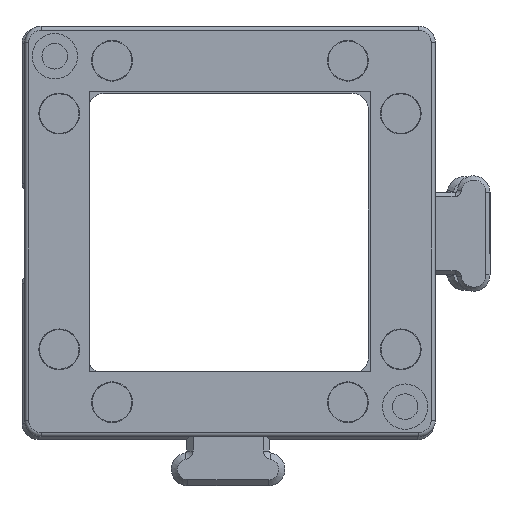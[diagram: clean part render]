
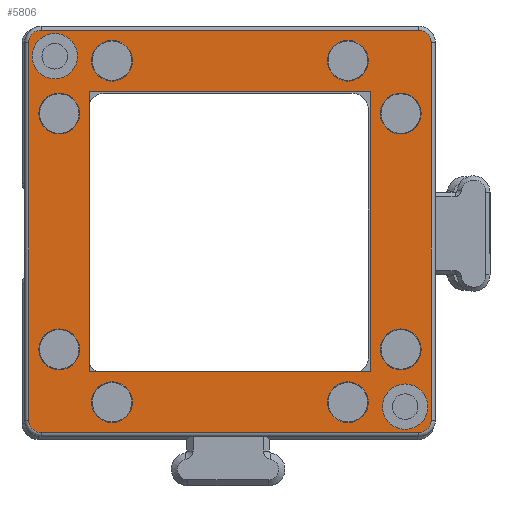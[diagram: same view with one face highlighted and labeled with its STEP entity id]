
A CAD part, front view. The second image highlights one B-rep face of the part: STEP entity #5806.
In plain terms, the highlighted face is planar.
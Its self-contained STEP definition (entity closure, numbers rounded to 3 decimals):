
#269=FACE_BOUND('',#1126,.T.);
#270=FACE_BOUND('',#1127,.T.);
#271=FACE_BOUND('',#1128,.T.);
#272=FACE_BOUND('',#1129,.T.);
#273=FACE_BOUND('',#1130,.T.);
#274=FACE_BOUND('',#1131,.T.);
#275=FACE_BOUND('',#1132,.T.);
#276=FACE_BOUND('',#1133,.T.);
#277=FACE_BOUND('',#1134,.T.);
#278=FACE_BOUND('',#1135,.T.);
#279=FACE_BOUND('',#1136,.T.);
#438=PLANE('',#6456);
#760=FACE_OUTER_BOUND('',#1125,.T.);
#1125=EDGE_LOOP('',(#5270,#5271,#5272,#5273,#5274,#5275,#5276,#5277));
#1126=EDGE_LOOP('',(#5278));
#1127=EDGE_LOOP('',(#5279));
#1128=EDGE_LOOP('',(#5280));
#1129=EDGE_LOOP('',(#5281));
#1130=EDGE_LOOP('',(#5282));
#1131=EDGE_LOOP('',(#5283));
#1132=EDGE_LOOP('',(#5284));
#1133=EDGE_LOOP('',(#5285));
#1134=EDGE_LOOP('',(#5286,#5287,#5288,#5289));
#1135=EDGE_LOOP('',(#5290));
#1136=EDGE_LOOP('',(#5291));
#1657=LINE('',#9679,#2225);
#1661=LINE('',#9697,#2229);
#1665=LINE('',#9706,#2233);
#1669=LINE('',#9715,#2237);
#1702=LINE('',#9778,#2270);
#1703=LINE('',#9780,#2271);
#1704=LINE('',#9782,#2272);
#1705=LINE('',#9783,#2273);
#2225=VECTOR('',#8007,10.);
#2229=VECTOR('',#8027,10.);
#2233=VECTOR('',#8037,10.);
#2237=VECTOR('',#8047,10.);
#2270=VECTOR('',#8094,10.);
#2271=VECTOR('',#8095,10.);
#2272=VECTOR('',#8096,10.);
#2273=VECTOR('',#8097,10.);
#2449=CIRCLE('',#6308,2.475);
#2451=CIRCLE('',#6312,2.475);
#2453=CIRCLE('',#6316,2.475);
#2455=CIRCLE('',#6320,2.475);
#2457=CIRCLE('',#6324,2.475);
#2459=CIRCLE('',#6328,2.475);
#2461=CIRCLE('',#6332,2.475);
#2463=CIRCLE('',#6336,2.475);
#2508=CIRCLE('',#6423,1.5);
#2510=CIRCLE('',#6426,1.5);
#2514=CIRCLE('',#6431,1.5);
#2519=CIRCLE('',#6439,1.5);
#2526=CIRCLE('',#6457,2.75);
#2527=CIRCLE('',#6458,2.75);
#2879=VERTEX_POINT('',#9341);
#2881=VERTEX_POINT('',#9348);
#2883=VERTEX_POINT('',#9355);
#2885=VERTEX_POINT('',#9362);
#2887=VERTEX_POINT('',#9369);
#2889=VERTEX_POINT('',#9376);
#2891=VERTEX_POINT('',#9383);
#2893=VERTEX_POINT('',#9390);
#2986=VERTEX_POINT('',#9655);
#2987=VERTEX_POINT('',#9657);
#2988=VERTEX_POINT('',#9661);
#2989=VERTEX_POINT('',#9662);
#2992=VERTEX_POINT('',#9670);
#2993=VERTEX_POINT('',#9671);
#2998=VERTEX_POINT('',#9688);
#2999=VERTEX_POINT('',#9689);
#3027=VERTEX_POINT('',#9776);
#3028=VERTEX_POINT('',#9777);
#3029=VERTEX_POINT('',#9779);
#3030=VERTEX_POINT('',#9781);
#3031=VERTEX_POINT('',#9784);
#3032=VERTEX_POINT('',#9786);
#3588=EDGE_CURVE('',#2879,#2879,#2449,.T.);
#3591=EDGE_CURVE('',#2881,#2881,#2451,.T.);
#3594=EDGE_CURVE('',#2883,#2883,#2453,.T.);
#3597=EDGE_CURVE('',#2885,#2885,#2455,.T.);
#3600=EDGE_CURVE('',#2887,#2887,#2457,.T.);
#3603=EDGE_CURVE('',#2889,#2889,#2459,.T.);
#3606=EDGE_CURVE('',#2891,#2891,#2461,.T.);
#3609=EDGE_CURVE('',#2893,#2893,#2463,.T.);
#3739=EDGE_CURVE('',#2986,#2987,#2508,.T.);
#3741=EDGE_CURVE('',#2988,#2989,#2510,.T.);
#3745=EDGE_CURVE('',#2992,#2993,#2514,.T.);
#3749=EDGE_CURVE('',#2993,#2986,#1657,.T.);
#3754=EDGE_CURVE('',#2998,#2999,#2519,.T.);
#3758=EDGE_CURVE('',#2999,#2992,#1661,.T.);
#3763=EDGE_CURVE('',#2989,#2998,#1665,.T.);
#3768=EDGE_CURVE('',#2987,#2988,#1669,.T.);
#3802=EDGE_CURVE('',#3027,#3028,#1702,.T.);
#3803=EDGE_CURVE('',#3028,#3029,#1703,.T.);
#3804=EDGE_CURVE('',#3029,#3030,#1704,.T.);
#3805=EDGE_CURVE('',#3030,#3027,#1705,.T.);
#3806=EDGE_CURVE('',#3031,#3031,#2526,.T.);
#3807=EDGE_CURVE('',#3032,#3032,#2527,.T.);
#5270=ORIENTED_EDGE('',*,*,#3754,.F.);
#5271=ORIENTED_EDGE('',*,*,#3763,.F.);
#5272=ORIENTED_EDGE('',*,*,#3741,.F.);
#5273=ORIENTED_EDGE('',*,*,#3768,.F.);
#5274=ORIENTED_EDGE('',*,*,#3739,.F.);
#5275=ORIENTED_EDGE('',*,*,#3749,.F.);
#5276=ORIENTED_EDGE('',*,*,#3745,.F.);
#5277=ORIENTED_EDGE('',*,*,#3758,.F.);
#5278=ORIENTED_EDGE('',*,*,#3588,.T.);
#5279=ORIENTED_EDGE('',*,*,#3591,.T.);
#5280=ORIENTED_EDGE('',*,*,#3594,.T.);
#5281=ORIENTED_EDGE('',*,*,#3597,.T.);
#5282=ORIENTED_EDGE('',*,*,#3600,.T.);
#5283=ORIENTED_EDGE('',*,*,#3603,.T.);
#5284=ORIENTED_EDGE('',*,*,#3606,.T.);
#5285=ORIENTED_EDGE('',*,*,#3609,.T.);
#5286=ORIENTED_EDGE('',*,*,#3802,.T.);
#5287=ORIENTED_EDGE('',*,*,#3803,.T.);
#5288=ORIENTED_EDGE('',*,*,#3804,.T.);
#5289=ORIENTED_EDGE('',*,*,#3805,.T.);
#5290=ORIENTED_EDGE('',*,*,#3806,.T.);
#5291=ORIENTED_EDGE('',*,*,#3807,.T.);
#5806=ADVANCED_FACE('',(#760,#269,#270,#271,#272,#273,#274,#275,#276,#277,
#278,#279),#438,.F.);
#6308=AXIS2_PLACEMENT_3D('',#9343,#7659,#7660);
#6312=AXIS2_PLACEMENT_3D('',#9350,#7668,#7669);
#6316=AXIS2_PLACEMENT_3D('',#9357,#7677,#7678);
#6320=AXIS2_PLACEMENT_3D('',#9364,#7686,#7687);
#6324=AXIS2_PLACEMENT_3D('',#9371,#7695,#7696);
#6328=AXIS2_PLACEMENT_3D('',#9378,#7704,#7705);
#6332=AXIS2_PLACEMENT_3D('',#9385,#7713,#7714);
#6336=AXIS2_PLACEMENT_3D('',#9392,#7722,#7723);
#6423=AXIS2_PLACEMENT_3D('',#9658,#7981,#7982);
#6426=AXIS2_PLACEMENT_3D('',#9663,#7987,#7988);
#6431=AXIS2_PLACEMENT_3D('',#9672,#7997,#7998);
#6439=AXIS2_PLACEMENT_3D('',#9690,#8017,#8018);
#6456=AXIS2_PLACEMENT_3D('',#9775,#8092,#8093);
#6457=AXIS2_PLACEMENT_3D('',#9785,#8098,#8099);
#6458=AXIS2_PLACEMENT_3D('',#9787,#8100,#8101);
#7659=DIRECTION('center_axis',(0.,0.,1.));
#7660=DIRECTION('ref_axis',(1.,0.,0.));
#7668=DIRECTION('center_axis',(0.,0.,1.));
#7669=DIRECTION('ref_axis',(1.,0.,0.));
#7677=DIRECTION('center_axis',(0.,0.,1.));
#7678=DIRECTION('ref_axis',(1.,0.,0.));
#7686=DIRECTION('center_axis',(0.,0.,1.));
#7687=DIRECTION('ref_axis',(1.,0.,0.));
#7695=DIRECTION('center_axis',(0.,0.,1.));
#7696=DIRECTION('ref_axis',(1.,0.,0.));
#7704=DIRECTION('center_axis',(0.,0.,1.));
#7705=DIRECTION('ref_axis',(1.,0.,0.));
#7713=DIRECTION('center_axis',(0.,0.,1.));
#7714=DIRECTION('ref_axis',(1.,0.,0.));
#7722=DIRECTION('center_axis',(0.,0.,1.));
#7723=DIRECTION('ref_axis',(1.,0.,0.));
#7981=DIRECTION('center_axis',(0.,0.,1.));
#7982=DIRECTION('ref_axis',(-0.707,0.707,0.));
#7987=DIRECTION('center_axis',(0.,0.,1.));
#7988=DIRECTION('ref_axis',(-0.707,-0.707,0.));
#7997=DIRECTION('center_axis',(0.,0.,1.));
#7998=DIRECTION('ref_axis',(0.707,0.707,0.));
#8007=DIRECTION('',(-1.,0.,0.));
#8017=DIRECTION('center_axis',(0.,0.,1.));
#8018=DIRECTION('ref_axis',(0.707,-0.707,0.));
#8027=DIRECTION('',(0.,1.,0.));
#8037=DIRECTION('',(1.,0.,0.));
#8047=DIRECTION('',(0.,-1.,0.));
#8092=DIRECTION('center_axis',(0.,0.,1.));
#8093=DIRECTION('ref_axis',(1.,0.,0.));
#8094=DIRECTION('',(0.,1.,0.));
#8095=DIRECTION('',(-1.,0.,0.));
#8096=DIRECTION('',(0.,-1.,0.));
#8097=DIRECTION('',(1.,0.,0.));
#8098=DIRECTION('center_axis',(0.,0.,1.));
#8099=DIRECTION('ref_axis',(-1.,0.,0.));
#8100=DIRECTION('center_axis',(0.,0.,1.));
#8101=DIRECTION('ref_axis',(-1.,0.,0.));
#9341=CARTESIAN_POINT('',(-23.185,14.3,0.));
#9343=CARTESIAN_POINT('Origin',(-20.71,14.3,0.));
#9348=CARTESIAN_POINT('',(-16.775,-20.71,0.));
#9350=CARTESIAN_POINT('Origin',(-14.3,-20.71,0.));
#9355=CARTESIAN_POINT('',(18.235,-14.3,0.));
#9357=CARTESIAN_POINT('Origin',(20.71,-14.3,0.));
#9362=CARTESIAN_POINT('',(11.825,20.71,0.));
#9364=CARTESIAN_POINT('Origin',(14.3,20.71,0.));
#9369=CARTESIAN_POINT('',(-16.775,20.71,0.));
#9371=CARTESIAN_POINT('Origin',(-14.3,20.71,0.));
#9376=CARTESIAN_POINT('',(18.235,14.3,0.));
#9378=CARTESIAN_POINT('Origin',(20.71,14.3,0.));
#9383=CARTESIAN_POINT('',(11.825,-20.71,0.));
#9385=CARTESIAN_POINT('Origin',(14.3,-20.71,0.));
#9390=CARTESIAN_POINT('',(-23.185,-14.3,0.));
#9392=CARTESIAN_POINT('Origin',(-20.71,-14.3,0.));
#9655=CARTESIAN_POINT('',(-22.9,24.4,0.));
#9657=CARTESIAN_POINT('',(-24.4,22.9,0.));
#9658=CARTESIAN_POINT('Origin',(-22.9,22.9,0.));
#9661=CARTESIAN_POINT('',(-24.4,-22.9,0.));
#9662=CARTESIAN_POINT('',(-22.9,-24.4,0.));
#9663=CARTESIAN_POINT('Origin',(-22.9,-22.9,0.));
#9670=CARTESIAN_POINT('',(24.4,22.9,0.));
#9671=CARTESIAN_POINT('',(22.9,24.4,0.));
#9672=CARTESIAN_POINT('Origin',(22.9,22.9,0.));
#9679=CARTESIAN_POINT('',(12.45,24.4,0.));
#9688=CARTESIAN_POINT('',(22.9,-24.4,0.));
#9689=CARTESIAN_POINT('',(24.4,-22.9,0.));
#9690=CARTESIAN_POINT('Origin',(22.9,-22.9,0.));
#9697=CARTESIAN_POINT('',(24.4,-12.45,0.));
#9706=CARTESIAN_POINT('',(-12.45,-24.4,0.));
#9715=CARTESIAN_POINT('',(-24.4,12.45,0.));
#9775=CARTESIAN_POINT('Origin',(0.,0.,
0.));
#9776=CARTESIAN_POINT('',(17.02,-17.02,0.));
#9777=CARTESIAN_POINT('',(17.02,17.02,0.));
#9778=CARTESIAN_POINT('',(17.02,-8.51,0.));
#9779=CARTESIAN_POINT('',(-17.02,17.02,0.));
#9780=CARTESIAN_POINT('',(8.51,17.02,0.));
#9781=CARTESIAN_POINT('',(-17.02,-17.02,0.));
#9782=CARTESIAN_POINT('',(-17.02,8.51,0.));
#9783=CARTESIAN_POINT('',(-8.51,-17.02,0.));
#9784=CARTESIAN_POINT('',(24.,-21.25,0.));
#9785=CARTESIAN_POINT('Origin',(21.25,-21.25,0.));
#9786=CARTESIAN_POINT('',(-18.5,21.25,0.));
#9787=CARTESIAN_POINT('Origin',(-21.25,21.25,0.));
